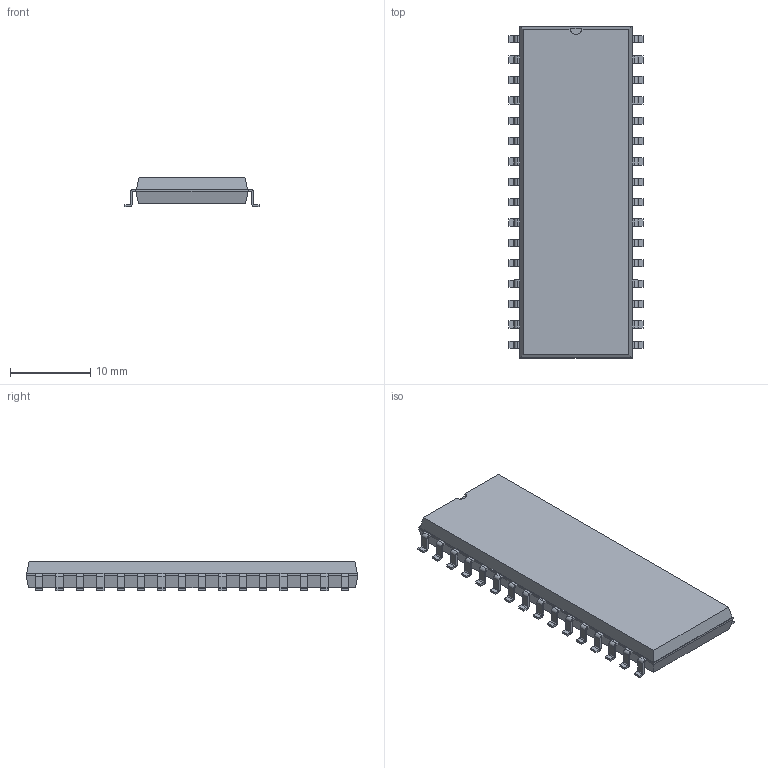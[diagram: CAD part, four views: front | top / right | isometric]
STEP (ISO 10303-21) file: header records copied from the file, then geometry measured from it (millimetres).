
FILE_DESCRIPTION(/* description */ ('model of DIP-32_W15.24mm_SMD'),/* implementation_level */ '2;1');
FILE_NAME(/* name */ 'DIP-32_W15.24mm_SMD.step',/* time_stamp */ '2017-09-23T15:42:53',/* author */ ('kicad StepUp','ksu'),/* organization */ ('FreeCAD'),/* preprocessor_version */ 'OCC',/* originating_system */ 'kicad StepUp',/* authorisation */ '');
FILE_SCHEMA(('AUTOMOTIVE_DESIGN { 1 0 10303 214 1 1 1 1 }'));
Length unit declared in the file: millimetre
Products named in the file (1): DIP_32_W1524mm_SMD
Bounding box: 16.72 x 41.4 x 3.68 mm (x, y, z)
Volume: 1868.3 mm3; surface area: 1684.9 mm2
Topology: 1 solids, 1 shells, 532 faces, 1388 edges, 858 vertices
Faces by surface type: plane 327, cylinder 129, bspline 76
Entity records: 19680 total; most frequent: CARTESIAN_POINT 3032, ORIENTED_EDGE 2776, DIRECTION 2543, EDGE_CURVE 1388, LINE 1109, VECTOR 1109, VERTEX_POINT 858, AXIS2_PLACEMENT_3D 717
